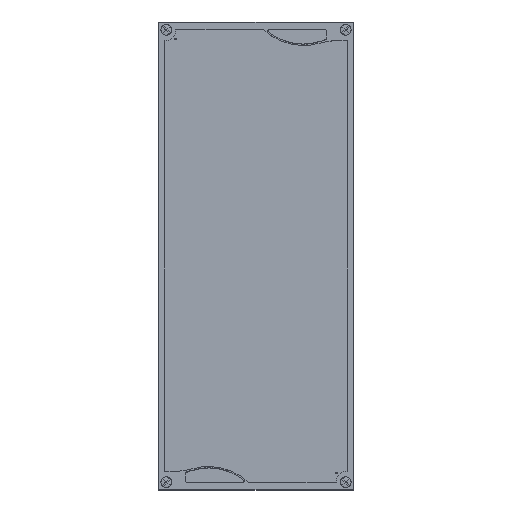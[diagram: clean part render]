
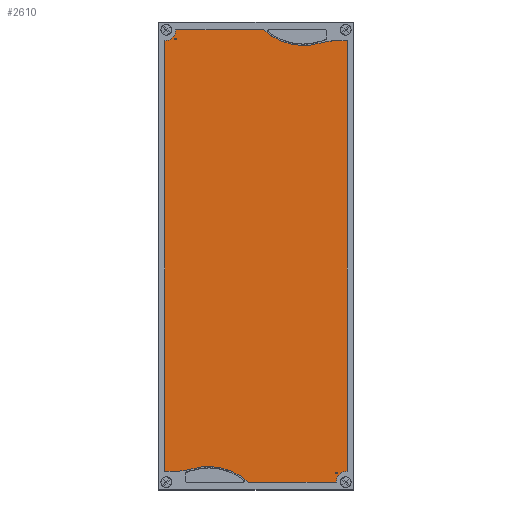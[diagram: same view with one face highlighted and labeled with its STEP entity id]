
A CAD part, top view. The second image highlights one B-rep face of the part: STEP entity #2610.
In plain terms, the highlighted planar face has unit normal (0, 0, 1).
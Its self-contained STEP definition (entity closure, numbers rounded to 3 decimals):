
#2610=ADVANCED_FACE('',(#6121,#6122,#6123),#6124,.T.);
#6121=FACE_OUTER_BOUND('',#10961,.T.);
#6122=FACE_BOUND('',#10962,.T.);
#6123=FACE_BOUND('',#10963,.T.);
#6124=PLANE('',#10964);
#10961=EDGE_LOOP('',(#16662,#16663,#16664,#16665,#16666,#16667,#16668,#16669,#16670,#16671,#16672,#16673));
#10962=EDGE_LOOP('',(#16674,#16675));
#10963=EDGE_LOOP('',(#16676,#16677));
#10964=AXIS2_PLACEMENT_3D('',#16678,#16679,#16680);
#16662=ORIENTED_EDGE('',*,*,#30484,.T.);
#16663=ORIENTED_EDGE('',*,*,#30480,.T.);
#16664=ORIENTED_EDGE('',*,*,#30475,.T.);
#16665=ORIENTED_EDGE('',*,*,#30492,.T.);
#16666=ORIENTED_EDGE('',*,*,#30493,.T.);
#16667=ORIENTED_EDGE('',*,*,#30494,.T.);
#16668=ORIENTED_EDGE('',*,*,#30495,.T.);
#16669=ORIENTED_EDGE('',*,*,#30496,.T.);
#16670=ORIENTED_EDGE('',*,*,#30497,.T.);
#16671=ORIENTED_EDGE('',*,*,#30498,.T.);
#16672=ORIENTED_EDGE('',*,*,#30499,.T.);
#16673=ORIENTED_EDGE('',*,*,#30488,.F.);
#16674=ORIENTED_EDGE('',*,*,#29975,.T.);
#16675=ORIENTED_EDGE('',*,*,#29941,.T.);
#16676=ORIENTED_EDGE('',*,*,#29979,.T.);
#16677=ORIENTED_EDGE('',*,*,#29936,.T.);
#16678=CARTESIAN_POINT('',(125.0,300.0,204.5));
#16679=DIRECTION('',(0.0,0.0,1.0));
#16680=DIRECTION('',(1.0,0.0,0.0));
#29936=EDGE_CURVE('',#35710,#35714,#35716,.T.);
#29941=EDGE_CURVE('',#35719,#35723,#35725,.T.);
#29975=EDGE_CURVE('',#35723,#35719,#35775,.T.);
#29979=EDGE_CURVE('',#35714,#35710,#35779,.T.);
#30475=EDGE_CURVE('',#36511,#36512,#36513,.T.);
#30480=EDGE_CURVE('',#36520,#36511,#36521,.T.);
#30484=EDGE_CURVE('',#36526,#36520,#36527,.T.);
#30488=EDGE_CURVE('',#36526,#36532,#36533,.T.);
#30492=EDGE_CURVE('',#36512,#36538,#36539,.T.);
#30493=EDGE_CURVE('',#36538,#36540,#36541,.T.);
#30494=EDGE_CURVE('',#36540,#36542,#36543,.T.);
#30495=EDGE_CURVE('',#36542,#36544,#36545,.T.);
#30496=EDGE_CURVE('',#36544,#36546,#36547,.T.);
#30497=EDGE_CURVE('',#36546,#36548,#36549,.T.);
#30498=EDGE_CURVE('',#36548,#36550,#36551,.T.);
#30499=EDGE_CURVE('',#36550,#36532,#36552,.T.);
#35710=VERTEX_POINT('',#44222);
#35714=VERTEX_POINT('',#44227);
#35716=CIRCLE('',#44230,1.1);
#35719=VERTEX_POINT('',#44233);
#35723=VERTEX_POINT('',#44238);
#35725=CIRCLE('',#44241,1.1);
#35775=CIRCLE('',#44299,1.1);
#35779=CIRCLE('',#44303,1.1);
#36511=VERTEX_POINT('',#45291);
#36512=VERTEX_POINT('',#45292);
#36513=CIRCLE('',#45293,75.627);
#36520=VERTEX_POINT('',#45302);
#36521=CIRCLE('',#45303,77.855);
#36526=VERTEX_POINT('',#45309);
#36527=LINE('',#45310,#45311);
#36532=VERTEX_POINT('',#45318);
#36533=LINE('',#45319,#45320);
#36538=VERTEX_POINT('',#45327);
#36539=LINE('',#45328,#45329);
#36540=VERTEX_POINT('',#45330);
#36541=CIRCLE('',#45331,14.);
#36542=VERTEX_POINT('',#45332);
#36543=LINE('',#45333,#45334);
#36544=VERTEX_POINT('',#45335);
#36545=LINE('',#45336,#45337);
#36546=VERTEX_POINT('',#45338);
#36547=CIRCLE('',#45339,77.855);
#36548=VERTEX_POINT('',#45340);
#36549=CIRCLE('',#45341,75.627);
#36550=VERTEX_POINT('',#45342);
#36551=LINE('',#45343,#45344);
#36552=CIRCLE('',#45345,14.);
#44222=CARTESIAN_POINT('',(229.434,21.666,204.5));
#44227=CARTESIAN_POINT('',(227.234,21.666,204.5));
#44230=AXIS2_PLACEMENT_3D('',#56833,#56834,#56835);
#44233=CARTESIAN_POINT('',(22.766,578.334,204.5));
#44238=CARTESIAN_POINT('',(20.566,578.334,204.5));
#44241=AXIS2_PLACEMENT_3D('',#56841,#56842,#56843);
#44299=AXIS2_PLACEMENT_3D('',#56900,#56901,#56902);
#44303=AXIS2_PLACEMENT_3D('',#56906,#56907,#56908);
#45291=CARTESIAN_POINT('',(207.3,573.,204.5));
#45292=CARTESIAN_POINT('',(134.8,590.,204.5));
#45293=AXIS2_PLACEMENT_3D('',#57480,#57481,#57482);
#45302=CARTESIAN_POINT('',(228.5,576.0,204.5));
#45303=AXIS2_PLACEMENT_3D('',#57488,#57489,#57490);
#45309=CARTESIAN_POINT('',(242.0,576.0,204.5));
#45310=CARTESIAN_POINT('',(180.125,576.0,204.5));
#45311=VECTOR('',#57495,1.0);
#45318=CARTESIAN_POINT('',(242.0,24.0,204.5));
#45319=CARTESIAN_POINT('',(242.0,300.0,204.5));
#45320=VECTOR('',#57498,1.0);
#45327=CARTESIAN_POINT('',(22.,590.,204.5));
#45328=CARTESIAN_POINT('',(125.0,590.0,204.5));
#45329=VECTOR('',#57501,1.0);
#45330=CARTESIAN_POINT('',(8.0,576.0,204.5));
#45331=AXIS2_PLACEMENT_3D('',#57502,#57503,#57504);
#45332=CARTESIAN_POINT('',(8.0,24.0,204.5));
#45333=CARTESIAN_POINT('',(8.0,300.0,204.5));
#45334=VECTOR('',#57505,1.0);
#45335=CARTESIAN_POINT('',(21.5,24.0,204.5));
#45336=CARTESIAN_POINT('',(69.875,24.0,204.5));
#45337=VECTOR('',#57506,1.0);
#45338=CARTESIAN_POINT('',(42.7,27.,204.5));
#45339=AXIS2_PLACEMENT_3D('',#57507,#57508,#57509);
#45340=CARTESIAN_POINT('',(115.2,10.,204.5));
#45341=AXIS2_PLACEMENT_3D('',#57510,#57511,#57512);
#45342=CARTESIAN_POINT('',(228.,10.,204.5));
#45343=CARTESIAN_POINT('',(125.0,10.0,204.5));
#45344=VECTOR('',#57513,1.0);
#45345=AXIS2_PLACEMENT_3D('',#57514,#57515,#57516);
#56833=CARTESIAN_POINT('',(228.334,21.666,204.5));
#56834=DIRECTION('',(0.0,0.0,-1.0));
#56835=DIRECTION('',(1.0,0.0,0.0));
#56841=CARTESIAN_POINT('',(21.666,578.334,204.5));
#56842=DIRECTION('',(0.0,0.0,-1.0));
#56843=DIRECTION('',(1.0,0.0,0.0));
#56900=CARTESIAN_POINT('',(21.666,578.334,204.5));
#56901=DIRECTION('',(0.0,0.0,-1.0));
#56902=DIRECTION('',(1.0,0.0,0.0));
#56906=CARTESIAN_POINT('',(228.334,21.666,204.5));
#56907=DIRECTION('',(0.0,0.0,-1.0));
#56908=DIRECTION('',(1.0,0.0,0.0));
#57480=CARTESIAN_POINT('',(186.078,645.589,204.5));
#57481=DIRECTION('',(-0.0,0.0,-1.0));
#57482=DIRECTION('',(-0.678,-0.735,0.0));
#57488=CARTESIAN_POINT('',(228.705,498.145,204.5));
#57489=DIRECTION('',(0.0,0.0,1.0));
#57490=DIRECTION('',(-0.003,1.,0.0));
#57495=DIRECTION('',(-1.0,0.0,0.0));
#57498=DIRECTION('',(0.0,-1.0,0.0));
#57501=DIRECTION('',(-1.0,0.0,0.0));
#57502=CARTESIAN_POINT('',(8.,590.,204.5));
#57503=DIRECTION('',(0.0,0.0,-1.0));
#57504=DIRECTION('',(0.,-1.0,0.0));
#57505=DIRECTION('',(0.0,-1.0,0.0));
#57506=DIRECTION('',(1.0,0.0,0.0));
#57507=CARTESIAN_POINT('',(21.295,101.855,204.5));
#57508=DIRECTION('',(0.0,0.0,1.0));
#57509=DIRECTION('',(0.003,-1.,0.0));
#57510=CARTESIAN_POINT('',(63.922,-45.589,204.5));
#57511=DIRECTION('',(0.0,0.0,-1.0));
#57512=DIRECTION('',(0.678,0.735,0.0));
#57513=DIRECTION('',(1.0,0.0,0.0));
#57514=CARTESIAN_POINT('',(242.,10.,204.5));
#57515=DIRECTION('',(0.0,0.0,-1.0));
#57516=DIRECTION('',(0.,1.0,0.0));
